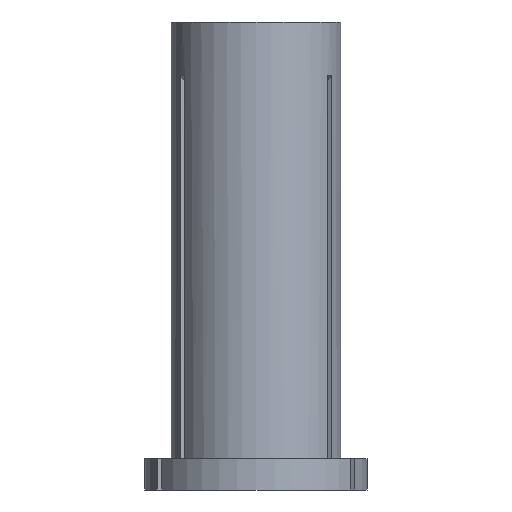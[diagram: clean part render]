
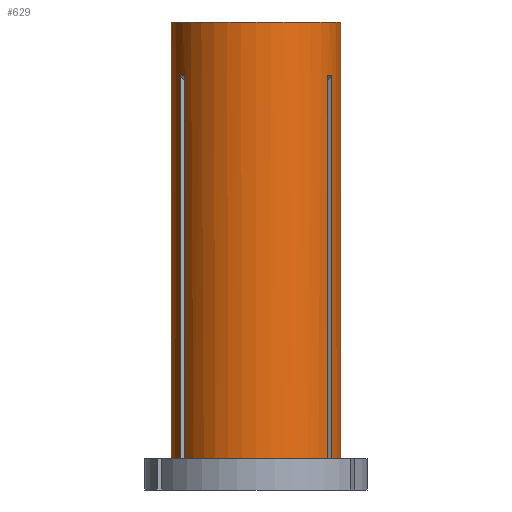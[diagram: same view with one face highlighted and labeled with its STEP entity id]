
A CAD part, front view. The second image highlights one B-rep face of the part: STEP entity #629.
In plain terms, the highlighted cylindrical face has radius 9.525 mm (diameter 19.05 mm), a partial arc.
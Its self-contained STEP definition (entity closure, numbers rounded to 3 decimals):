
#12 = AXIS2_PLACEMENT_3D ( 'NONE', #1424, #1431, #390 ) ;
#68 = DIRECTION ( 'NONE',  ( 1., 0., 0. ) ) ;
#84 = VERTEX_POINT ( 'NONE', #693 ) ;
#91 = CARTESIAN_POINT ( 'NONE',  ( -9.525, 0., 0. ) ) ;
#107 = CARTESIAN_POINT ( 'NONE',  ( 7.988, -5.189, -49. ) ) ;
#135 = ORIENTED_EDGE ( 'NONE', *, *, #369, .T. ) ;
#142 = ORIENTED_EDGE ( 'NONE', *, *, #714, .T. ) ;
#149 = CARTESIAN_POINT ( 'NONE',  ( 8.488, -4.323, -6.014 ) ) ;
#192 = ORIENTED_EDGE ( 'NONE', *, *, #1043, .F. ) ;
#194 = CARTESIAN_POINT ( 'NONE',  ( 8.488, -4.323, -6.014 ) ) ;
#231 = B_SPLINE_CURVE_WITH_KNOTS ( 'NONE', 3,
 ( #462, #1393, #261, #695, #577, #265 ),
 .UNSPECIFIED., .F., .F.,
 ( 4, 2, 4 ),
 ( 0.066, 0.067, 0.067 ),
 .UNSPECIFIED. ) ;
#257 = EDGE_LOOP ( 'NONE', ( #864, #904, #741, #142, #1355, #584, #500, #1304, #565, #736, #135, #192 ) ) ;
#261 = CARTESIAN_POINT ( 'NONE',  ( -8.332, -4.619, -6. ) ) ;
#265 = CARTESIAN_POINT ( 'NONE',  ( -7.988, -5.189, -6.014 ) ) ;
#274 = CARTESIAN_POINT ( 'NONE',  ( 8.252, -4.765, -5.995 ) ) ;
#287 = CARTESIAN_POINT ( 'NONE',  ( 0., 0., 0. ) ) ;
#293 = LINE ( 'NONE', #658, #914 ) ;
#308 = CIRCLE ( 'NONE', #436, 9.525 ) ;
#321 = CARTESIAN_POINT ( 'NONE',  ( 0., 0., -49. ) ) ;
#334 = CIRCLE ( 'NONE', #983, 9.525 ) ;
#366 = LINE ( 'NONE', #1432, #1222 ) ;
#369 = EDGE_CURVE ( 'NONE', #1226, #907, #293, .T. ) ;
#378 = VECTOR ( 'NONE', #1213, 1000. ) ;
#390 = DIRECTION ( 'NONE',  ( 1., 0., 0. ) ) ;
#409 = EDGE_CURVE ( 'NONE', #1262, #1181, #1460, .T. ) ;
#433 = EDGE_CURVE ( 'NONE', #465, #1226, #308, .T. ) ;
#436 = AXIS2_PLACEMENT_3D ( 'NONE', #679, #1057, #578 ) ;
#442 = EDGE_CURVE ( 'NONE', #465, #1181, #1107, .T. ) ;
#445 = CARTESIAN_POINT ( 'NONE',  ( 8.488, -4.323, 0. ) ) ;
#462 = CARTESIAN_POINT ( 'NONE',  ( -8.488, -4.323, -6.014 ) ) ;
#465 = VERTEX_POINT ( 'NONE', #568 ) ;
#500 = ORIENTED_EDGE ( 'NONE', *, *, #674, .T. ) ;
#518 = VERTEX_POINT ( 'NONE', #91 ) ;
#521 = VERTEX_POINT ( 'NONE', #107 ) ;
#528 = CARTESIAN_POINT ( 'NONE',  ( 9.525, 0., -49. ) ) ;
#550 = VERTEX_POINT ( 'NONE', #1029 ) ;
#565 = ORIENTED_EDGE ( 'NONE', *, *, #442, .F. ) ;
#568 = CARTESIAN_POINT ( 'NONE',  ( 8.488, -4.323, -49. ) ) ;
#577 = CARTESIAN_POINT ( 'NONE',  ( -8.078, -5.05, -6.005 ) ) ;
#578 = DIRECTION ( 'NONE',  ( 1., 0., 0. ) ) ;
#584 = ORIENTED_EDGE ( 'NONE', *, *, #1191, .T. ) ;
#595 = CARTESIAN_POINT ( 'NONE',  ( -8.488, -4.323, -6.014 ) ) ;
#619 = CARTESIAN_POINT ( 'NONE',  ( 7.988, -5.189, -6.014 ) ) ;
#629 = ADVANCED_FACE ( 'NONE', ( #1345 ), #1283, .T. ) ;
#656 = DIRECTION ( 'NONE',  ( 0., 0., 1. ) ) ;
#658 = CARTESIAN_POINT ( 'NONE',  ( 9.525, 0., 0. ) ) ;
#674 = EDGE_CURVE ( 'NONE', #521, #1262, #1156, .T. ) ;
#679 = CARTESIAN_POINT ( 'NONE',  ( 0., 0., -49. ) ) ;
#693 = CARTESIAN_POINT ( 'NONE',  ( -7.988, -5.189, -6.014 ) ) ;
#695 = CARTESIAN_POINT ( 'NONE',  ( -8.165, -4.909, -6. ) ) ;
#713 = CARTESIAN_POINT ( 'NONE',  ( 8.412, -4.472, -6.005 ) ) ;
#714 = EDGE_CURVE ( 'NONE', #773, #84, #231, .T. ) ;
#736 = ORIENTED_EDGE ( 'NONE', *, *, #433, .T. ) ;
#741 = ORIENTED_EDGE ( 'NONE', *, *, #927, .T. ) ;
#773 = VERTEX_POINT ( 'NONE', #595 ) ;
#801 = LINE ( 'NONE', #1116, #378 ) ;
#805 = EDGE_CURVE ( 'NONE', #550, #84, #833, .T. ) ;
#816 = VECTOR ( 'NONE', #656, 1000. ) ;
#817 = AXIS2_PLACEMENT_3D ( 'NONE', #287, #1330, #68 ) ;
#824 = AXIS2_PLACEMENT_3D ( 'NONE', #1196, #1194, #1415 ) ;
#833 = LINE ( 'NONE', #1085, #1454 ) ;
#842 = EDGE_CURVE ( 'NONE', #1256, #966, #1081, .T. ) ;
#864 = ORIENTED_EDGE ( 'NONE', *, *, #917, .F. ) ;
#868 = CARTESIAN_POINT ( 'NONE',  ( 9.525, 0., 0. ) ) ;
#896 = CIRCLE ( 'NONE', #817, 9.525 ) ;
#904 = ORIENTED_EDGE ( 'NONE', *, *, #842, .T. ) ;
#907 = VERTEX_POINT ( 'NONE', #868 ) ;
#914 = VECTOR ( 'NONE', #1242, 1000. ) ;
#917 = EDGE_CURVE ( 'NONE', #1256, #518, #801, .T. ) ;
#919 = DIRECTION ( 'NONE',  ( 0., 0., 1. ) ) ;
#927 = EDGE_CURVE ( 'NONE', #966, #773, #366, .T. ) ;
#966 = VERTEX_POINT ( 'NONE', #1111 ) ;
#983 = AXIS2_PLACEMENT_3D ( 'NONE', #321, #1245, #999 ) ;
#999 = DIRECTION ( 'NONE',  ( 1., 0., 0. ) ) ;
#1029 = CARTESIAN_POINT ( 'NONE',  ( -7.988, -5.189, -49. ) ) ;
#1043 = EDGE_CURVE ( 'NONE', #518, #907, #896, .T. ) ;
#1057 = DIRECTION ( 'NONE',  ( 0., 0., 1. ) ) ;
#1060 = CARTESIAN_POINT ( 'NONE',  ( 8.078, -5.049, -6.005 ) ) ;
#1081 = CIRCLE ( 'NONE', #824, 9.525 ) ;
#1085 = CARTESIAN_POINT ( 'NONE',  ( -7.988, -5.189, 0. ) ) ;
#1107 = LINE ( 'NONE', #445, #1142 ) ;
#1111 = CARTESIAN_POINT ( 'NONE',  ( -8.488, -4.323, -49. ) ) ;
#1116 = CARTESIAN_POINT ( 'NONE',  ( -9.525, 0., 0. ) ) ;
#1142 = VECTOR ( 'NONE', #919, 1000. ) ;
#1147 = CARTESIAN_POINT ( 'NONE',  ( -9.525, 0., -49. ) ) ;
#1156 = LINE ( 'NONE', #1163, #816 ) ;
#1163 = CARTESIAN_POINT ( 'NONE',  ( 7.988, -5.189, 0. ) ) ;
#1181 = VERTEX_POINT ( 'NONE', #194 ) ;
#1191 = EDGE_CURVE ( 'NONE', #550, #521, #334, .T. ) ;
#1194 = DIRECTION ( 'NONE',  ( 0., 0., 1. ) ) ;
#1196 = CARTESIAN_POINT ( 'NONE',  ( 0., 0., -49. ) ) ;
#1213 = DIRECTION ( 'NONE',  ( 0., 0., 1. ) ) ;
#1222 = VECTOR ( 'NONE', #1332, 1000. ) ;
#1226 = VERTEX_POINT ( 'NONE', #528 ) ;
#1242 = DIRECTION ( 'NONE',  ( 0., 0., 1. ) ) ;
#1245 = DIRECTION ( 'NONE',  ( 0., 0., 1. ) ) ;
#1256 = VERTEX_POINT ( 'NONE', #1147 ) ;
#1262 = VERTEX_POINT ( 'NONE', #1462 ) ;
#1283 = CYLINDRICAL_SURFACE ( 'NONE', #12, 9.525 ) ;
#1301 = DIRECTION ( 'NONE',  ( 0., 0., 1. ) ) ;
#1304 = ORIENTED_EDGE ( 'NONE', *, *, #409, .T. ) ;
#1330 = DIRECTION ( 'NONE',  ( 0., 0., 1. ) ) ;
#1332 = DIRECTION ( 'NONE',  ( 0., 0., 1. ) ) ;
#1345 = FACE_OUTER_BOUND ( 'NONE', #257, .T. ) ;
#1355 = ORIENTED_EDGE ( 'NONE', *, *, #805, .F. ) ;
#1393 = CARTESIAN_POINT ( 'NONE',  ( -8.412, -4.471, -6.005 ) ) ;
#1415 = DIRECTION ( 'NONE',  ( 1., 0., 0. ) ) ;
#1424 = CARTESIAN_POINT ( 'NONE',  ( 0., 0., 0. ) ) ;
#1431 = DIRECTION ( 'NONE',  ( 0., 0., 1. ) ) ;
#1432 = CARTESIAN_POINT ( 'NONE',  ( -8.488, -4.323, 0. ) ) ;
#1454 = VECTOR ( 'NONE', #1301, 1000. ) ;
#1460 = B_SPLINE_CURVE_WITH_KNOTS ( 'NONE', 3,
 ( #619, #1060, #274, #713, #149 ),
 .UNSPECIFIED., .F., .F.,
 ( 4, 1, 4 ),
 ( 0.072, 0.072, 0.073 ),
 .UNSPECIFIED. ) ;
#1462 = CARTESIAN_POINT ( 'NONE',  ( 7.988, -5.189, -6.014 ) ) ;
